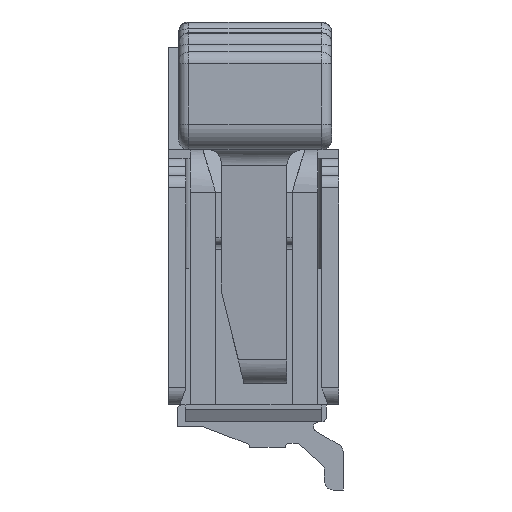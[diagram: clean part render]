
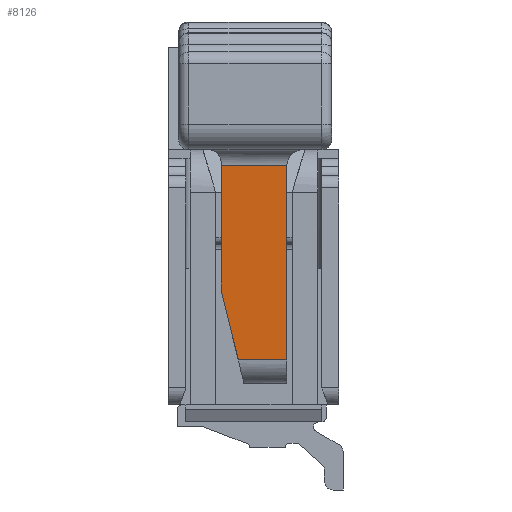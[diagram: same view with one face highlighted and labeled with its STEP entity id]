
A CAD part, left-side view. The second image highlights one B-rep face of the part: STEP entity #8126.
In plain terms, the highlighted face is planar.
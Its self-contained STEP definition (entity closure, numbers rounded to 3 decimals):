
#276 = LINE ( 'NONE', #20573, #12367 ) ;
#331 = VERTEX_POINT ( 'NONE', #12960 ) ;
#383 = DIRECTION ( 'NONE',  ( 0., -0.997, -0.073 ) ) ;
#937 = VECTOR ( 'NONE', #21571, 1000. ) ;
#1817 = CARTESIAN_POINT ( 'NONE',  ( 0.615, 2.35, 8. ) ) ;
#2599 = VERTEX_POINT ( 'NONE', #11181 ) ;
#2634 = CARTESIAN_POINT ( 'NONE',  ( 1.385, 3.81, 8.106 ) ) ;
#3168 = CARTESIAN_POINT ( 'NONE',  ( 1.385, 1.528, 7.94 ) ) ;
#3241 = ORIENTED_EDGE ( 'NONE', *, *, #14541, .F. ) ;
#5069 = ORIENTED_EDGE ( 'NONE', *, *, #19523, .T. ) ;
#5132 = CARTESIAN_POINT ( 'NONE',  ( 1.385, 3.8, 8.105 ) ) ;
#5812 = CARTESIAN_POINT ( 'NONE',  ( 1.385, 1.528, 7.94 ) ) ;
#5945 = ORIENTED_EDGE ( 'NONE', *, *, #19999, .T. ) ;
#6373 = PLANE ( 'NONE',  #20294 ) ;
#6978 = LINE ( 'NONE', #3168, #17418 ) ;
#7378 = VECTOR ( 'NONE', #20774, 1000. ) ;
#7497 = EDGE_CURVE ( 'NONE', #9316, #9469, #6978, .T. ) ;
#8126 = ADVANCED_FACE ( 'NONE', ( #9294 ), #6373, .T. ) ;
#8455 = CARTESIAN_POINT ( 'NONE',  ( 1.386, 3.815, 8.107 ) ) ;
#8825 = VERTEX_POINT ( 'NONE', #12495 ) ;
#9294 = FACE_OUTER_BOUND ( 'NONE', #12220, .T. ) ;
#9316 = VERTEX_POINT ( 'NONE', #5812 ) ;
#9469 = VERTEX_POINT ( 'NONE', #5132 ) ;
#9629 = DIRECTION ( 'NONE',  ( -1., 0., 0. ) ) ;
#10218 = LINE ( 'NONE', #20545, #7378 ) ;
#10224 = LINE ( 'NONE', #1817, #18544 ) ;
#10531 = EDGE_CURVE ( 'NONE', #2599, #14233, #10224, .T. ) ;
#11181 = CARTESIAN_POINT ( 'NONE',  ( 0.615, 2.35, 8. ) ) ;
#11695 = DIRECTION ( 'NONE',  ( 0., 0.997, 0.073 ) ) ;
#11919 = CARTESIAN_POINT ( 'NONE',  ( 1.385, 3.805, 8.106 ) ) ;
#12220 = EDGE_LOOP ( 'NONE', ( #5945, #21009, #3241, #18392, #5069, #19828 ) ) ;
#12367 = VECTOR ( 'NONE', #383, 1000. ) ;
#12495 = CARTESIAN_POINT ( 'NONE',  ( 0.615, 3.815, 8.107 ) ) ;
#12855 = EDGE_CURVE ( 'NONE', #331, #8825, #18104, .T. ) ;
#12960 = CARTESIAN_POINT ( 'NONE',  ( 1.386, 3.815, 8.107 ) ) ;
#14233 = VERTEX_POINT ( 'NONE', #15012 ) ;
#14541 = EDGE_CURVE ( 'NONE', #331, #9469, #17136, .T. ) ;
#15012 = CARTESIAN_POINT ( 'NONE',  ( 0.817, 1.528, 7.94 ) ) ;
#15300 = CARTESIAN_POINT ( 'NONE',  ( 1.385, 3.8, 8.105 ) ) ;
#16430 = CARTESIAN_POINT ( 'NONE',  ( 1.386, 3.815, 8.107 ) ) ;
#17136 = B_SPLINE_CURVE_WITH_KNOTS ( 'NONE', 3,
 ( #8455, #2634, #11919, #15300 ),
 .UNSPECIFIED., .F., .F.,
 ( 4, 4 ),
 ( 0., 1. ),
 .UNSPECIFIED. ) ;
#17418 = VECTOR ( 'NONE', #11695, 1000. ) ;
#18104 = LINE ( 'NONE', #16430, #937 ) ;
#18159 = CARTESIAN_POINT ( 'NONE',  ( 1., 2.671, 8.023 ) ) ;
#18392 = ORIENTED_EDGE ( 'NONE', *, *, #12855, .T. ) ;
#18544 = VECTOR ( 'NONE', #20216, 1000. ) ;
#19523 = EDGE_CURVE ( 'NONE', #8825, #2599, #276, .T. ) ;
#19828 = ORIENTED_EDGE ( 'NONE', *, *, #10531, .T. ) ;
#19999 = EDGE_CURVE ( 'NONE', #14233, #9316, #10218, .T. ) ;
#20216 = DIRECTION ( 'NONE',  ( 0.238, -0.969, -0.07 ) ) ;
#20294 = AXIS2_PLACEMENT_3D ( 'NONE', #18159, #21735, #9629 ) ;
#20545 = CARTESIAN_POINT ( 'NONE',  ( 0.817, 1.528, 7.94 ) ) ;
#20573 = CARTESIAN_POINT ( 'NONE',  ( 0.615, 3.815, 8.107 ) ) ;
#20774 = DIRECTION ( 'NONE',  ( 1., 0., 0. ) ) ;
#21009 = ORIENTED_EDGE ( 'NONE', *, *, #7497, .T. ) ;
#21571 = DIRECTION ( 'NONE',  ( -1., 0., 0. ) ) ;
#21735 = DIRECTION ( 'NONE',  ( 0., -0.073, 0.997 ) ) ;
